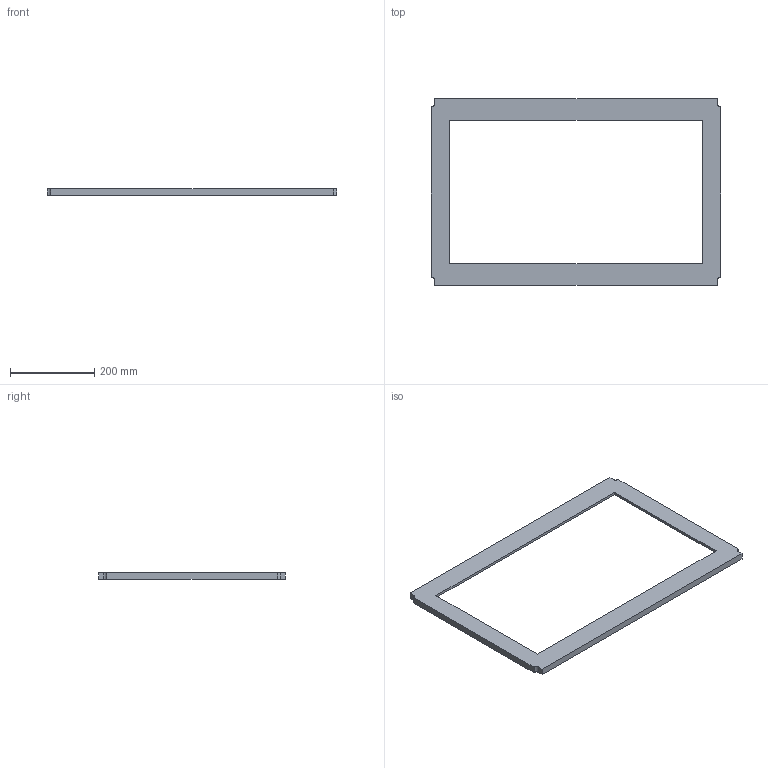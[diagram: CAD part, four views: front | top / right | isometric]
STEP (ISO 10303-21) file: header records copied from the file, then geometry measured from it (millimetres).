
FILE_DESCRIPTION (( 'STEP AP214' ), '1' );
FILE_NAME ('Monitor Panel.STEP', '2020-02-13T22:16:34', ( '' ), ( '' ), 'SwSTEP 2.0', 'SolidWorks 2019', '' );
FILE_SCHEMA (( 'AUTOMOTIVE_DESIGN' ));
Length unit declared in the file: inch
Products named in the file (1): Monitor Panel
Bounding box: 688.98 x 444.5 x 15.88 mm (x, y, z)
Volume: 1305619.1 mm3; surface area: 267448 mm2
Topology: 1 solids, 1 shells, 31 faces, 84 edges, 56 vertices
Faces by surface type: plane 23, cylinder 8
Entity records: 1018 total; most frequent: CARTESIAN_POINT 172, ORIENTED_EDGE 168, DIRECTION 164, EDGE_CURVE 84, LINE 68, VECTOR 68, VERTEX_POINT 56, AXIS2_PLACEMENT_3D 48
